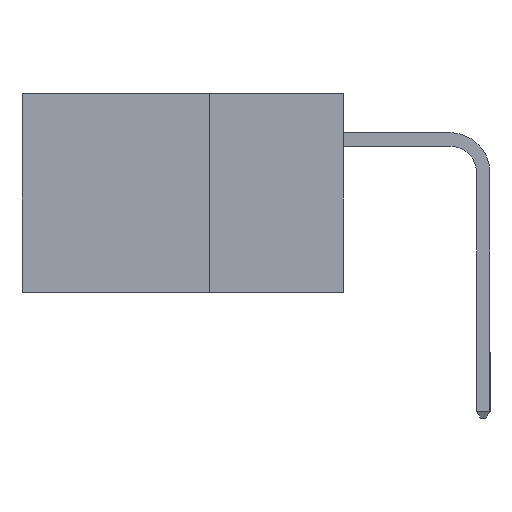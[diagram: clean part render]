
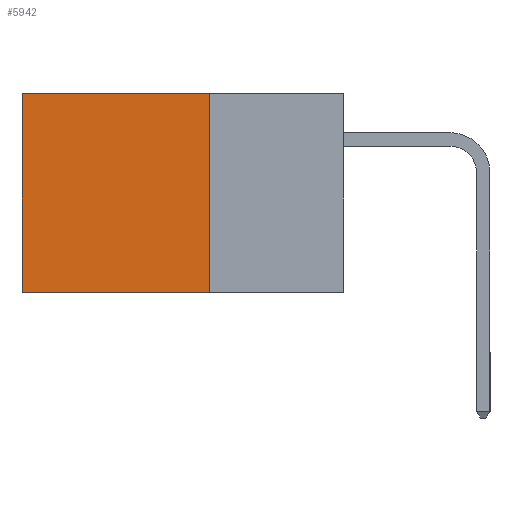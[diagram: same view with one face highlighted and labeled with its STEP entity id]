
A CAD part, left-side view. The second image highlights one B-rep face of the part: STEP entity #5942.
In plain terms, the highlighted planar face has unit normal (-1, 0, 0).
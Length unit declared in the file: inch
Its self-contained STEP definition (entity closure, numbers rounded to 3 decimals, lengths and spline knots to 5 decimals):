
#363 = AXIS2_PLACEMENT_3D ( 'NONE', #6521, #4775, #8576 ) ;
#634 = FACE_OUTER_BOUND ( 'NONE', #5132, .T. ) ;
#664 = EDGE_CURVE ( 'NONE', #3762, #5787, #6816, .T. ) ;
#833 = EDGE_CURVE ( 'NONE', #4956, #3762, #9168, .T. ) ;
#907 = VECTOR ( 'NONE', #5354, 39.37008 ) ;
#1461 = LINE ( 'NONE', #4494, #907 ) ;
#1724 = EDGE_CURVE ( 'NONE', #9381, #5787, #5574, .T. ) ;
#1824 = DIRECTION ( 'NONE',  ( 0., 1., 0. ) ) ;
#2365 = ORIENTED_EDGE ( 'NONE', *, *, #2456, .F. ) ;
#2456 = EDGE_CURVE ( 'NONE', #4956, #9381, #1461, .T. ) ;
#2821 = CARTESIAN_POINT ( 'NONE',  ( 0.2615, 0.6, 0. ) ) ;
#2853 = VECTOR ( 'NONE', #8233, 39.37008 ) ;
#3041 = CARTESIAN_POINT ( 'NONE',  ( 0.2615, 0.25, -0.37 ) ) ;
#3646 = PLANE ( 'NONE',  #363 ) ;
#3749 = ORIENTED_EDGE ( 'NONE', *, *, #833, .T. ) ;
#3759 = ORIENTED_EDGE ( 'NONE', *, *, #664, .T. ) ;
#3762 = VERTEX_POINT ( 'NONE', #2821 ) ;
#4420 = CARTESIAN_POINT ( 'NONE',  ( 0.2615, 0.25, 0. ) ) ;
#4494 = CARTESIAN_POINT ( 'NONE',  ( 0.2615, 0.25, -0.37 ) ) ;
#4775 = DIRECTION ( 'NONE',  ( 1., 0., 0. ) ) ;
#4829 = VECTOR ( 'NONE', #9745, 39.37008 ) ;
#4956 = VERTEX_POINT ( 'NONE', #11189 ) ;
#5132 = EDGE_LOOP ( 'NONE', ( #3759, #10750, #2365, #3749 ) ) ;
#5354 = DIRECTION ( 'NONE',  ( 0., 0., -1. ) ) ;
#5574 = LINE ( 'NONE', #10506, #6753 ) ;
#5787 = VERTEX_POINT ( 'NONE', #8027 ) ;
#5885 = CARTESIAN_POINT ( 'NONE',  ( 0.2615, 0.6, -0.37 ) ) ;
#5942 = ADVANCED_FACE ( 'NONE', ( #634 ), #3646, .F. ) ;
#6521 = CARTESIAN_POINT ( 'NONE',  ( 0.2615, 0.25, -0.37 ) ) ;
#6753 = VECTOR ( 'NONE', #1824, 39.37008 ) ;
#6816 = LINE ( 'NONE', #5885, #4829 ) ;
#8027 = CARTESIAN_POINT ( 'NONE',  ( 0.2615, 0.6, -0.37 ) ) ;
#8233 = DIRECTION ( 'NONE',  ( 0., 1., 0. ) ) ;
#8576 = DIRECTION ( 'NONE',  ( 0., 0., -1. ) ) ;
#9168 = LINE ( 'NONE', #4420, #2853 ) ;
#9381 = VERTEX_POINT ( 'NONE', #3041 ) ;
#9745 = DIRECTION ( 'NONE',  ( 0., 0., -1. ) ) ;
#10506 = CARTESIAN_POINT ( 'NONE',  ( 0.2615, 0.25, -0.37 ) ) ;
#10750 = ORIENTED_EDGE ( 'NONE', *, *, #1724, .F. ) ;
#11189 = CARTESIAN_POINT ( 'NONE',  ( 0.2615, 0.25, 0. ) ) ;
